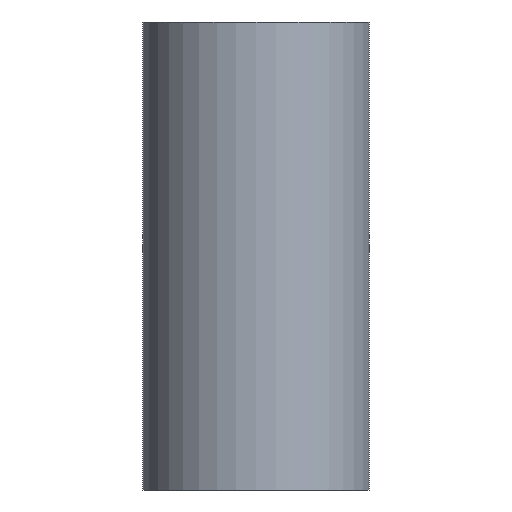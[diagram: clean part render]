
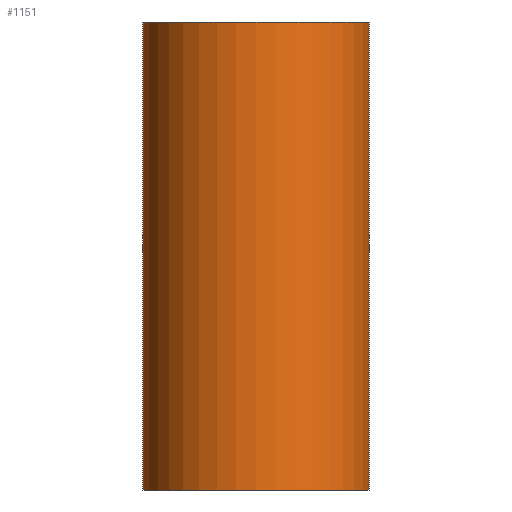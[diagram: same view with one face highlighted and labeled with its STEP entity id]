
A CAD part, front view. The second image highlights one B-rep face of the part: STEP entity #1151.
In plain terms, the highlighted cylindrical face has radius 50.8 mm (diameter 101.6 mm), a partial arc.
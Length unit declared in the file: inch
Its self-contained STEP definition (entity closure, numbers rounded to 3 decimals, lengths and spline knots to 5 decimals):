
#56 = DIRECTION ( 'NONE',  ( 1., 0., 0. ) ) ;
#126 = ORIENTED_EDGE ( 'NONE', *, *, #1184, .F. ) ;
#148 = VERTEX_POINT ( 'NONE', #340 ) ;
#191 = EDGE_CURVE ( 'NONE', #1469, #148, #400, .T. ) ;
#276 = DIRECTION ( 'NONE',  ( 0., 0., -1. ) ) ;
#284 = DIRECTION ( 'NONE',  ( -1., 0., 0. ) ) ;
#340 = CARTESIAN_POINT ( 'NONE',  ( 2., 0., 4.12598 ) ) ;
#358 = VECTOR ( 'NONE', #1203, 39.37008 ) ;
#361 = AXIS2_PLACEMENT_3D ( 'NONE', #849, #975, #1090 ) ;
#383 = FACE_OUTER_BOUND ( 'NONE', #858, .T. ) ;
#400 = CIRCLE ( 'NONE', #856, 2. ) ;
#431 = ORIENTED_EDGE ( 'NONE', *, *, #1172, .T. ) ;
#474 = AXIS2_PLACEMENT_3D ( 'NONE', #864, #1323, #284 ) ;
#483 = EDGE_CURVE ( 'NONE', #702, #713, #1170, .T. ) ;
#588 = CARTESIAN_POINT ( 'NONE',  ( 0., 0., 4.12598 ) ) ;
#629 = CARTESIAN_POINT ( 'NONE',  ( -2., 0., 4.12598 ) ) ;
#632 = CARTESIAN_POINT ( 'NONE',  ( -2., 0., 4.12598 ) ) ;
#663 = CYLINDRICAL_SURFACE ( 'NONE', #474, 2. ) ;
#702 = VERTEX_POINT ( 'NONE', #1213 ) ;
#713 = VERTEX_POINT ( 'NONE', #763 ) ;
#728 = ORIENTED_EDGE ( 'NONE', *, *, #191, .F. ) ;
#763 = CARTESIAN_POINT ( 'NONE',  ( 2., 0., -4.12598 ) ) ;
#824 = ORIENTED_EDGE ( 'NONE', *, *, #483, .T. ) ;
#849 = CARTESIAN_POINT ( 'NONE',  ( 0., 0., -4.12598 ) ) ;
#856 = AXIS2_PLACEMENT_3D ( 'NONE', #588, #1324, #56 ) ;
#858 = EDGE_LOOP ( 'NONE', ( #126, #728, #431, #824 ) ) ;
#864 = CARTESIAN_POINT ( 'NONE',  ( 0., 0., 4.12598 ) ) ;
#942 = VECTOR ( 'NONE', #276, 39.37008 ) ;
#970 = LINE ( 'NONE', #629, #358 ) ;
#975 = DIRECTION ( 'NONE',  ( 0., 0., 1. ) ) ;
#1090 = DIRECTION ( 'NONE',  ( 1., 0., 0. ) ) ;
#1096 = CARTESIAN_POINT ( 'NONE',  ( 2., 0., 4.12598 ) ) ;
#1151 = ADVANCED_FACE ( 'NONE', ( #383 ), #663, .T. ) ;
#1170 = CIRCLE ( 'NONE', #361, 2. ) ;
#1172 = EDGE_CURVE ( 'NONE', #1469, #702, #970, .T. ) ;
#1184 = EDGE_CURVE ( 'NONE', #148, #713, #1241, .T. ) ;
#1203 = DIRECTION ( 'NONE',  ( 0., 0., -1. ) ) ;
#1213 = CARTESIAN_POINT ( 'NONE',  ( -2., 0., -4.12598 ) ) ;
#1241 = LINE ( 'NONE', #1096, #942 ) ;
#1323 = DIRECTION ( 'NONE',  ( 0., 0., -1. ) ) ;
#1324 = DIRECTION ( 'NONE',  ( 0., 0., 1. ) ) ;
#1469 = VERTEX_POINT ( 'NONE', #632 ) ;
